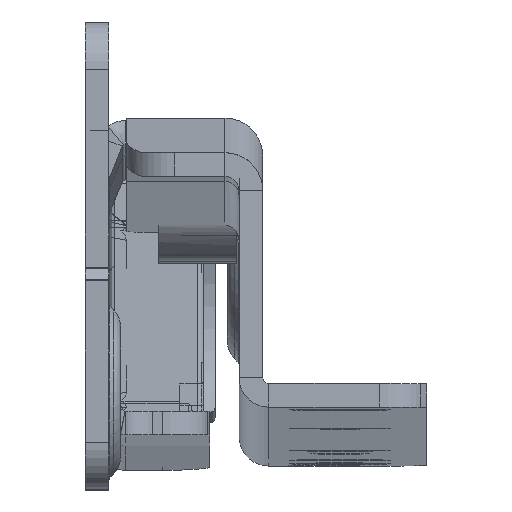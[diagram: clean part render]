
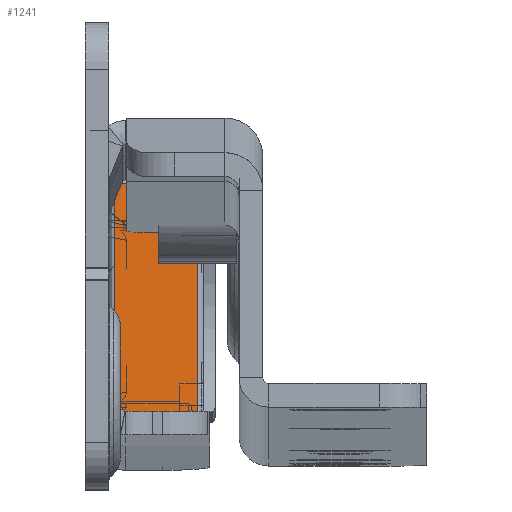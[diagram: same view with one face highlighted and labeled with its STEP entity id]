
A CAD part, top view. The second image highlights one B-rep face of the part: STEP entity #1241.
In plain terms, the highlighted face is planar.
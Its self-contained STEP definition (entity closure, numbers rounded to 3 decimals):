
#149 = VECTOR ( 'NONE', #3302, 1000. ) ;
#266 = EDGE_CURVE ( 'NONE', #4069, #368, #2352, .T. ) ;
#356 = DIRECTION ( 'NONE',  ( 0., 1., 0. ) ) ;
#368 = VERTEX_POINT ( 'NONE', #4339 ) ;
#792 = EDGE_CURVE ( 'NONE', #4069, #3305, #10074, .T. ) ;
#1131 = DIRECTION ( 'NONE',  ( 0., 0., 1. ) ) ;
#1241 = ADVANCED_FACE ( 'NONE', ( #6012 ), #5171, .T. ) ;
#1809 = CARTESIAN_POINT ( 'NONE',  ( 0., -11., 0.5 ) ) ;
#2352 = LINE ( 'NONE', #6267, #10909 ) ;
#3056 = DIRECTION ( 'NONE',  ( -1., 0., 0. ) ) ;
#3302 = DIRECTION ( 'NONE',  ( 0., 0., -1. ) ) ;
#3305 = VERTEX_POINT ( 'NONE', #1809 ) ;
#3518 = CARTESIAN_POINT ( 'NONE',  ( 0., -11., 7.5 ) ) ;
#4069 = VERTEX_POINT ( 'NONE', #3518 ) ;
#4339 = CARTESIAN_POINT ( 'NONE',  ( 0., 11., 7.5 ) ) ;
#4393 = CARTESIAN_POINT ( 'NONE',  ( 0., -11., 8. ) ) ;
#5171 = PLANE ( 'NONE',  #8435 ) ;
#5296 = CARTESIAN_POINT ( 'NONE',  ( 0., 11., 8. ) ) ;
#5413 = ORIENTED_EDGE ( 'NONE', *, *, #266, .T. ) ;
#5765 = ORIENTED_EDGE ( 'NONE', *, *, #792, .F. ) ;
#5959 = CARTESIAN_POINT ( 'NONE',  ( 0., -11., 0.5 ) ) ;
#6012 = FACE_OUTER_BOUND ( 'NONE', #6379, .T. ) ;
#6130 = DIRECTION ( 'NONE',  ( 0., 0., -1. ) ) ;
#6267 = CARTESIAN_POINT ( 'NONE',  ( 0., -11., 7.5 ) ) ;
#6379 = EDGE_LOOP ( 'NONE', ( #7493, #11729, #5765, #5413 ) ) ;
#7198 = VECTOR ( 'NONE', #6130, 1000. ) ;
#7493 = ORIENTED_EDGE ( 'NONE', *, *, #11350, .T. ) ;
#8018 = LINE ( 'NONE', #5959, #9179 ) ;
#8435 = AXIS2_PLACEMENT_3D ( 'NONE', #10808, #3056, #1131 ) ;
#8974 = VERTEX_POINT ( 'NONE', #9748 ) ;
#9179 = VECTOR ( 'NONE', #9900, 1000. ) ;
#9748 = CARTESIAN_POINT ( 'NONE',  ( 0., 11., 0.5 ) ) ;
#9900 = DIRECTION ( 'NONE',  ( 0., -1., 0. ) ) ;
#10014 = LINE ( 'NONE', #5296, #149 ) ;
#10074 = LINE ( 'NONE', #4393, #7198 ) ;
#10808 = CARTESIAN_POINT ( 'NONE',  ( 0., -11., 8. ) ) ;
#10909 = VECTOR ( 'NONE', #356, 1000. ) ;
#10923 = EDGE_CURVE ( 'NONE', #8974, #3305, #8018, .T. ) ;
#11350 = EDGE_CURVE ( 'NONE', #368, #8974, #10014, .T. ) ;
#11729 = ORIENTED_EDGE ( 'NONE', *, *, #10923, .T. ) ;
